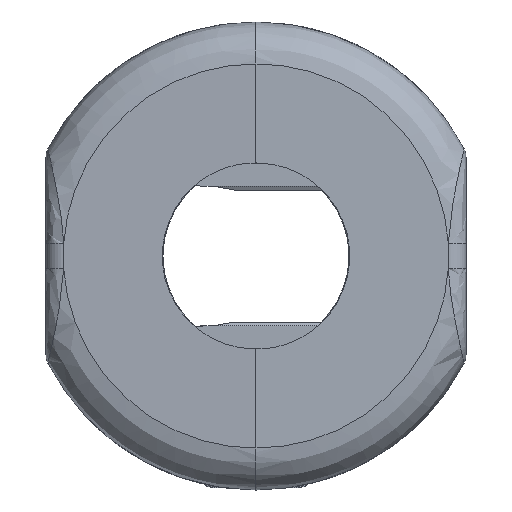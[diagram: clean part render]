
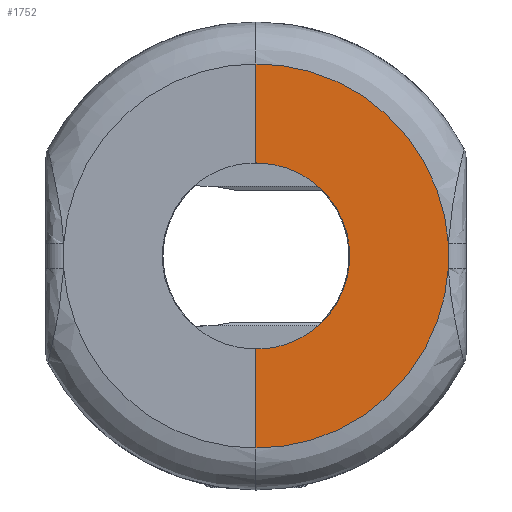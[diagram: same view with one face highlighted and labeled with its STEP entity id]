
A CAD part, left-side view. The second image highlights one B-rep face of the part: STEP entity #1752.
In plain terms, the highlighted planar face has unit normal (-1, -0.018, 0).
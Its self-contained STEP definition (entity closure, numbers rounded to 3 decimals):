
#1752 = ADVANCED_FACE( 'NONE', ( #4944 ), #4945, .T. );
#4944 = FACE_OUTER_BOUND( '', #9854, .T. );
#4945 = PLANE( '', #9855 );
#9854 = EDGE_LOOP( '', ( #19737, #19738, #19739, #19740, #19741, #19742, #19743, #19744 ) );
#9855 = AXIS2_PLACEMENT_3D( '', #19745, #19746, #19747 );
#19737 = ORIENTED_EDGE( '', *, *, #34874, .T. );
#19738 = ORIENTED_EDGE( '', *, *, #34875, .T. );
#19739 = ORIENTED_EDGE( '', *, *, #34876, .T. );
#19740 = ORIENTED_EDGE( '', *, *, #34877, .F. );
#19741 = ORIENTED_EDGE( '', *, *, #34878, .T. );
#19742 = ORIENTED_EDGE( '', *, *, #34879, .T. );
#19743 = ORIENTED_EDGE( '', *, *, #34880, .T. );
#19744 = ORIENTED_EDGE( '', *, *, #34881, .F. );
#19745 = CARTESIAN_POINT( '', ( -24.5, 0., 42.5 ) );
#19746 = DIRECTION( '', ( -1., -0.017, 0. ) );
#19747 = DIRECTION( '', ( -0.017, 1., 0. ) );
#34874 = EDGE_CURVE( 'NONE', #41294, #41295, #41296, .T. );
#34875 = EDGE_CURVE( 'NONE', #41295, #41297, #41298, .T. );
#34876 = EDGE_CURVE( 'NONE', #41297, #41299, #41300, .T. );
#34877 = EDGE_CURVE( 'NONE', #41301, #41299, #41302, .T. );
#34878 = EDGE_CURVE( 'NONE', #41301, #41303, #41304, .T. );
#34879 = EDGE_CURVE( 'NONE', #41303, #41305, #41306, .T. );
#34880 = EDGE_CURVE( 'NONE', #41305, #41307, #41308, .T. );
#34881 = EDGE_CURVE( 'NONE', #41294, #41307, #41309, .T. );
#41294 = VERTEX_POINT( 'NONE', #50803 );
#41295 = VERTEX_POINT( 'NONE', #50804 );
#41296 = ( BOUNDED_CURVE(  )B_SPLINE_CURVE( 3, ( #50807, #50808, #50809, #50810 ), .UNSPECIFIED., .F., .F. )B_SPLINE_CURVE_WITH_KNOTS( ( 4, 4 ), ( 4.709, 6.217 ), .UNSPECIFIED. )CURVE(  )GEOMETRIC_REPRESENTATION_ITEM(  )RATIONAL_B_SPLINE_CURVE( ( 1., 0.819, 0.819, 1. ) )REPRESENTATION_ITEM( '' ) );
#41297 = VERTEX_POINT( 'NONE', #50816 );
#41298 = LINE( '', #50817, #50818 );
#41299 = VERTEX_POINT( 'NONE', #50819 );
#41300 = ( BOUNDED_CURVE(  )B_SPLINE_CURVE( 3, ( #50822, #50823, #50824, #50825 ), .UNSPECIFIED., .F., .F. )B_SPLINE_CURVE_WITH_KNOTS( ( 4, 4 ), ( 0.066, 1.575 ), .UNSPECIFIED. )CURVE(  )GEOMETRIC_REPRESENTATION_ITEM(  )RATIONAL_B_SPLINE_CURVE( ( 1., 0.819, 0.819, 1. ) )REPRESENTATION_ITEM( '' ) );
#41301 = VERTEX_POINT( 'NONE', #50831 );
#41302 = LINE( '', #50832, #50833 );
#41303 = VERTEX_POINT( 'NONE', #50834 );
#41304 = CIRCLE( '', #50835, 7.752 );
#41305 = VERTEX_POINT( 'NONE', #50836 );
#41306 = ( BOUNDED_CURVE(  )B_SPLINE_CURVE( 3, ( #50839, #50840, #50841, #50842 ), .UNSPECIFIED., .F., .F. )B_SPLINE_CURVE_WITH_KNOTS( ( 4, 4 ), ( 4.712, 7.854 ), .UNSPECIFIED. )CURVE(  )GEOMETRIC_REPRESENTATION_ITEM(  )RATIONAL_B_SPLINE_CURVE( ( 1., 0.333, 0.333, 1. ) )REPRESENTATION_ITEM( '' ) );
#41307 = VERTEX_POINT( 'NONE', #50848 );
#41308 = CIRCLE( '', #50849, 7.752 );
#41309 = LINE( '', #50850, #50851 );
#50803 = CARTESIAN_POINT( '', ( -24.5, 0., 7. ) );
#50804 = CARTESIAN_POINT( '', ( -24.22, -16.026, 21.944 ) );
#50807 = CARTESIAN_POINT( '', ( -24.5, 0., 7. ) );
#50808 = CARTESIAN_POINT( '', ( -24.344, -8.916, 6.966 ) );
#50809 = CARTESIAN_POINT( '', ( -24.231, -15.438, 13.047 ) );
#50810 = CARTESIAN_POINT( '', ( -24.22, -16.026, 21.944 ) );
#50816 = CARTESIAN_POINT( '', ( -24.22, -16.026, 24.056 ) );
#50817 = CARTESIAN_POINT( '', ( -24.22, -16.026, 42.5 ) );
#50818 = VECTOR( '', #66019, 1000. );
#50819 = CARTESIAN_POINT( '', ( -24.5, 0., 39. ) );
#50822 = CARTESIAN_POINT( '', ( -24.22, -16.026, 24.056 ) );
#50823 = CARTESIAN_POINT( '', ( -24.231, -15.438, 32.953 ) );
#50824 = CARTESIAN_POINT( '', ( -24.344, -8.916, 39.034 ) );
#50825 = CARTESIAN_POINT( '', ( -24.5, 0., 39. ) );
#50831 = CARTESIAN_POINT( '', ( -24.5, 0., 30.75 ) );
#50832 = CARTESIAN_POINT( '', ( -24.5, 0., 42.5 ) );
#50833 = VECTOR( '', #66020, 1000. );
#50834 = CARTESIAN_POINT( '', ( -24.499, -0.061, 30.75 ) );
#50835 = AXIS2_PLACEMENT_3D( '', #66021, #66022, #66023 );
#50836 = CARTESIAN_POINT( '', ( -24.499, -0.061, 15.25 ) );
#50839 = CARTESIAN_POINT( '', ( -24.499, -0.061, 30.75 ) );
#50840 = CARTESIAN_POINT( '', ( -24.228, -15.561, 30.75 ) );
#50841 = CARTESIAN_POINT( '', ( -24.228, -15.561, 15.25 ) );
#50842 = CARTESIAN_POINT( '', ( -24.499, -0.061, 15.25 ) );
#50848 = CARTESIAN_POINT( '', ( -24.5, 0., 15.25 ) );
#50849 = AXIS2_PLACEMENT_3D( '', #66024, #66025, #66026 );
#50850 = CARTESIAN_POINT( '', ( -24.5, 0., 42.5 ) );
#50851 = VECTOR( '', #66027, 1000. );
#66019 = DIRECTION( '', ( 0., 0., 1. ) );
#66020 = DIRECTION( '', ( 0., 0., 1. ) );
#66021 = CARTESIAN_POINT( '', ( -24.499, -0.061, 22.998 ) );
#66022 = DIRECTION( '', ( 1., 0.017, 0. ) );
#66023 = DIRECTION( '', ( 0., 0.008, 1. ) );
#66024 = CARTESIAN_POINT( '', ( -24.499, -0.061, 23.002 ) );
#66025 = DIRECTION( '', ( 1., 0.017, 0. ) );
#66026 = DIRECTION( '', ( 0., 0., -1. ) );
#66027 = DIRECTION( '', ( 0., 0., 1. ) );
